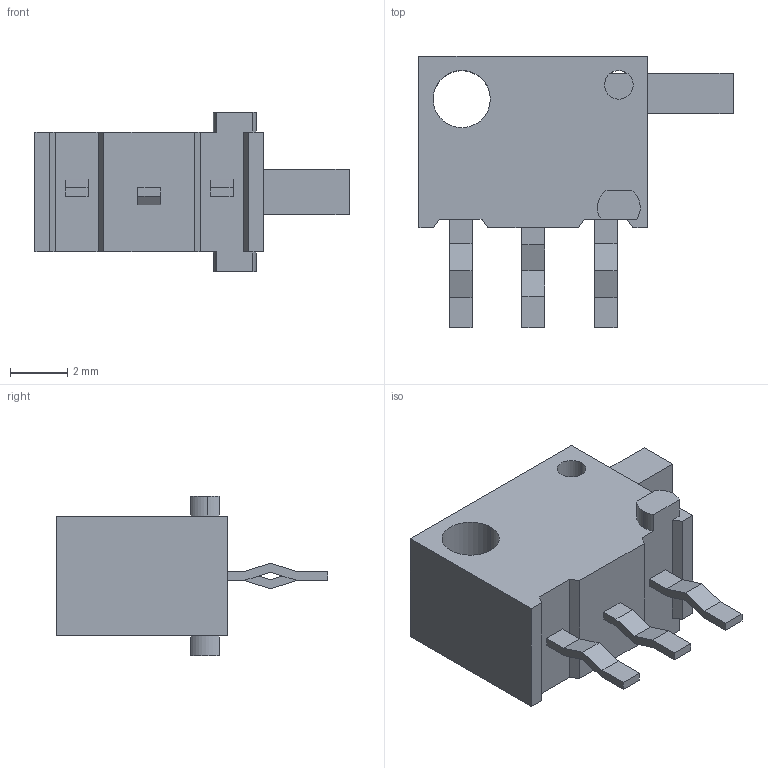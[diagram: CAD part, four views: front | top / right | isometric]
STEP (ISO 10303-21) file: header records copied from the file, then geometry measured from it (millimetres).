
FILE_DESCRIPTION (( 'STEP AP203' ), '1' );
FILE_NAME ('D2A_1120.step', '2013-07-18T11:07:31', ( 'OSMC1.0 TAKUMI' ), ( 'TAKUMI-Engniaring' ), 'SwSTEP 2.0', 'SolidWorks 2002025', '' );
FILE_SCHEMA (( 'CONFIG_CONTROL_DESIGN' ));
Length unit declared in the file: millimetre
Products named in the file (3): D2A_1120; D2A_1120_BASE; D2A_1120_ACTUATOR
Assembly tree (2 placements, depth 2):
  D2A_1120
    D2A_1120_ACTUATOR
    D2A_1120_BASE
Bounding box: 11 x 9.5 x 5.6 mm (x, y, z)
Volume: 183.3 mm3; surface area: 333.8 mm2
Topology: 2 solids, 2 shells, 75 faces, 204 edges, 136 vertices
Faces by surface type: plane 63, cylinder 12
Entity records: 2659 total; most frequent: CARTESIAN_POINT 420, ORIENTED_EDGE 408, DIRECTION 388, EDGE_CURVE 204, LINE 180, VECTOR 180, VERTEX_POINT 136, AXIS2_PLACEMENT_3D 104
